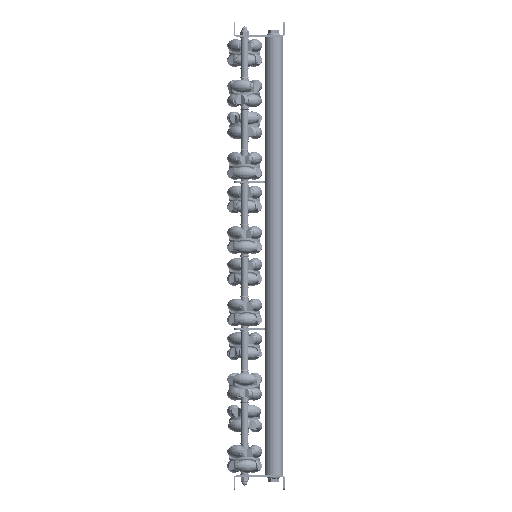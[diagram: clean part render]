
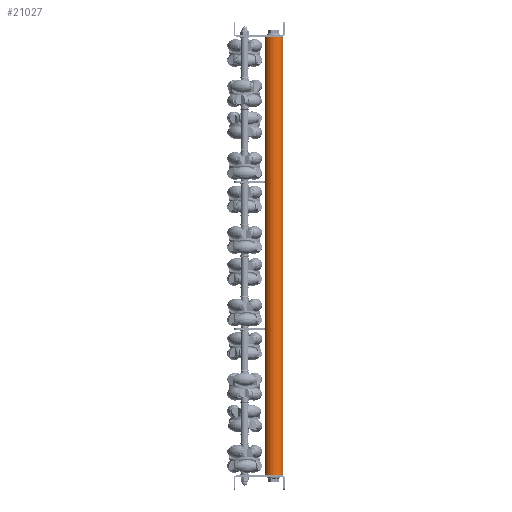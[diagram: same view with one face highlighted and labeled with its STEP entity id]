
A CAD part, left-side view. The second image highlights one B-rep face of the part: STEP entity #21027.
In plain terms, the highlighted cylindrical face has radius 12.5 mm (diameter 25 mm), a partial arc.
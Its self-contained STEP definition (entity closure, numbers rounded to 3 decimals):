
#421 = EDGE_CURVE ( 'NONE', #25525, #21832, #7837, .T. ) ;
#3366 = EDGE_LOOP ( 'NONE', ( #7677, #10622, #23134, #17087 ) ) ;
#4673 = VECTOR ( 'NONE', #6579, 1000. ) ;
#4879 = CARTESIAN_POINT ( 'NONE',  ( 600., 0., -12.5 ) ) ;
#5087 = CARTESIAN_POINT ( 'NONE',  ( 1., 0., 0. ) ) ;
#6114 = CARTESIAN_POINT ( 'NONE',  ( 1., 0., 12.5 ) ) ;
#6579 = DIRECTION ( 'NONE',  ( -1., 0., 0. ) ) ;
#7677 = ORIENTED_EDGE ( 'NONE', *, *, #16632, .F. ) ;
#7837 = CIRCLE ( 'NONE', #16293, 12.5 ) ;
#8509 = CIRCLE ( 'NONE', #24617, 12.5 ) ;
#9812 = VERTEX_POINT ( 'NONE', #6114 ) ;
#10094 = DIRECTION ( 'NONE',  ( -1., 0., 0. ) ) ;
#10478 = FACE_OUTER_BOUND ( 'NONE', #3366, .T. ) ;
#10622 = ORIENTED_EDGE ( 'NONE', *, *, #421, .T. ) ;
#11088 = CARTESIAN_POINT ( 'NONE',  ( 600., 0., 12.5 ) ) ;
#11414 = DIRECTION ( 'NONE',  ( 1., 0., 0. ) ) ;
#14590 = DIRECTION ( 'NONE',  ( 0., 0., 1. ) ) ;
#14765 = VECTOR ( 'NONE', #23296, 1000. ) ;
#15263 = DIRECTION ( 'NONE',  ( 0., 0., -1. ) ) ;
#16188 = CARTESIAN_POINT ( 'NONE',  ( 1., 0., -12.5 ) ) ;
#16219 = EDGE_CURVE ( 'NONE', #21832, #9812, #21326, .T. ) ;
#16293 = AXIS2_PLACEMENT_3D ( 'NONE', #19398, #19667, #17397 ) ;
#16632 = EDGE_CURVE ( 'NONE', #25525, #21031, #16759, .T. ) ;
#16759 = LINE ( 'NONE', #4879, #4673 ) ;
#17087 = ORIENTED_EDGE ( 'NONE', *, *, #21796, .T. ) ;
#17397 = DIRECTION ( 'NONE',  ( 0., 0., -1. ) ) ;
#18574 = CYLINDRICAL_SURFACE ( 'NONE', #19538, 12.5 ) ;
#19398 = CARTESIAN_POINT ( 'NONE',  ( 599., 0., 0. ) ) ;
#19538 = AXIS2_PLACEMENT_3D ( 'NONE', #24669, #10094, #14590 ) ;
#19667 = DIRECTION ( 'NONE',  ( -1., 0., 0. ) ) ;
#21027 = ADVANCED_FACE ( 'NONE', ( #10478 ), #18574, .T. ) ;
#21031 = VERTEX_POINT ( 'NONE', #16188 ) ;
#21124 = CARTESIAN_POINT ( 'NONE',  ( 599., 0., 12.5 ) ) ;
#21326 = LINE ( 'NONE', #11088, #14765 ) ;
#21796 = EDGE_CURVE ( 'NONE', #9812, #21031, #8509, .T. ) ;
#21832 = VERTEX_POINT ( 'NONE', #21124 ) ;
#23134 = ORIENTED_EDGE ( 'NONE', *, *, #16219, .T. ) ;
#23296 = DIRECTION ( 'NONE',  ( -1., 0., 0. ) ) ;
#24617 = AXIS2_PLACEMENT_3D ( 'NONE', #5087, #11414, #15263 ) ;
#24669 = CARTESIAN_POINT ( 'NONE',  ( 600., 0., 0. ) ) ;
#25199 = CARTESIAN_POINT ( 'NONE',  ( 599., 0., -12.5 ) ) ;
#25525 = VERTEX_POINT ( 'NONE', #25199 ) ;
